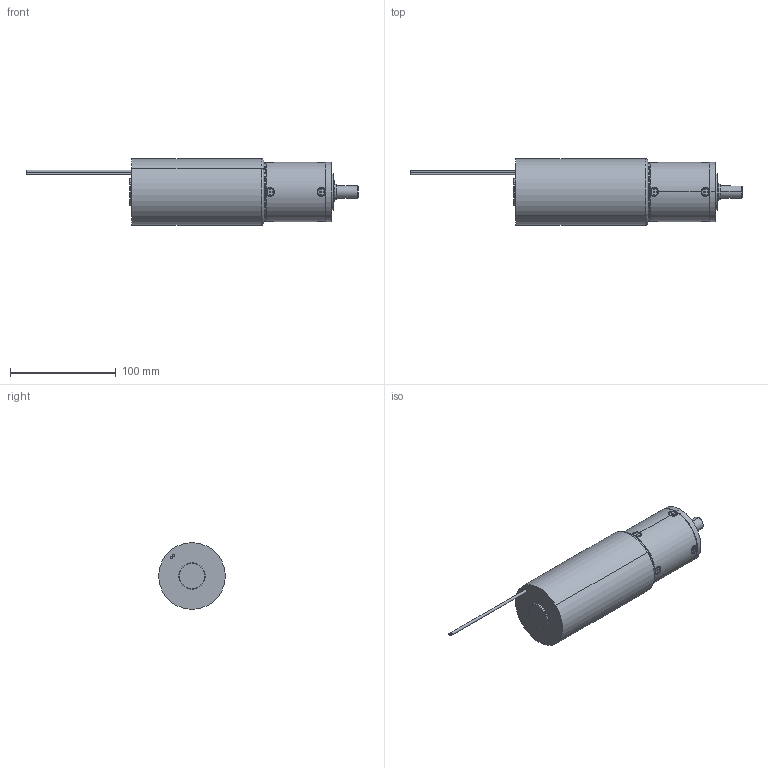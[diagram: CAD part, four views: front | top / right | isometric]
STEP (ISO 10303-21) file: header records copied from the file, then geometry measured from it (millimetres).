
FILE_DESCRIPTION((''),'2;1');
FILE_NAME('56RP-000-000_ASM','2024-07-10T',('86157'),(''),'PRO/ENGINEER BY PARAMETRIC TECHNOLOGY CORPORATION, 2010280','PRO/ENGINEER BY PARAMETRIC TECHNOLOGY CORPORATION, 2010280','');
FILE_SCHEMA(('CONFIG_CONTROL_DESIGN'));
Length unit declared in the file: millimetre
Products named in the file (19): DM056P410010; DM056P530001; 61902-ZZ; 56RP-000-1_ASM; 56RP-002-3B; DM056P310010; 56RP-005-6X13_5; DM056P360010; 56RP-000-2-ZHOU_ASM; W-K-15; 56RP-000-3_ASM; DM056P430010-4KONG-20240515; 52ZY-MOTOR; DM042P650001; Z12-QI; DM000P350020-M4X8; 56RP-000-5_ASM; DM056P351002-M3_5X10; 56RP-000-000_ASM
Assembly tree (30 placements, depth 4):
  56RP-000-000_ASM
    56RP-000-3_ASM
      56RP-000-1_ASM
        DM056P410010
        DM056P530001
        61902-ZZ  x2
      56RP-002-3B
      56RP-000-2-ZHOU_ASM
        DM056P310010
        56RP-005-6X13_5  x4
        DM056P360010
      W-K-15
    56RP-000-5_ASM
      DM056P430010-4KONG-20240515
      52ZY-MOTOR
      DM042P650001
      Z12-QI
      DM000P350020-M4X8  x2
    DM056P351002-M3_5X10  x8
Bounding box: 314.2 x 62.76 x 62.76 mm (x, y, z)
Volume: 477507.5 mm3; surface area: 97548.9 mm2
Topology: 27 solids, 44 shells, 1594 faces, 4257 edges, 2758 vertices
Faces by surface type: cylinder 709, plane 456, extrusion 194, cone 155, torus 48, bspline 32
Entity records: 50296 total; most frequent: CARTESIAN_POINT 16379, ORIENTED_EDGE 7366, DIRECTION 6243, EDGE_CURVE 3721, VERTEX_POINT 2444, AXIS2_PLACEMENT_3D 2148, VECTOR 1947, LINE 1753
